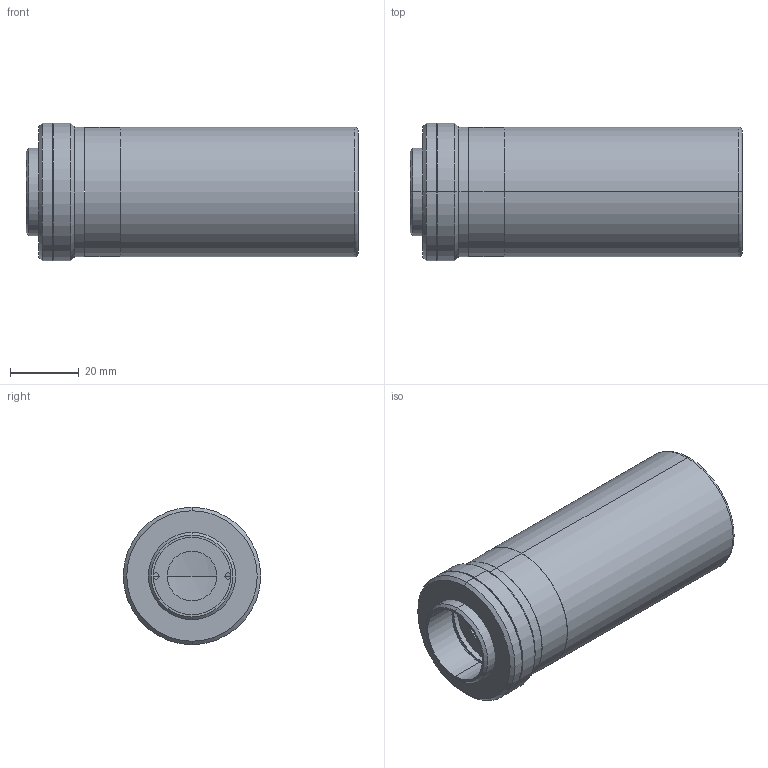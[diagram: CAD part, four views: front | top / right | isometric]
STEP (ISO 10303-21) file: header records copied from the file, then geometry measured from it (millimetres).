
FILE_DESCRIPTION (( 'STEP AP214' ), '1' );
FILE_NAME ('TC1216.STEP', '2010-07-08T10:15:30', ( 'santini' ), ( 'Opto Engineering srl' ), 'SwSTEP 2.0', 'SolidWorks 2010', '' );
FILE_SCHEMA (( 'AUTOMOTIVE_DESIGN' ));
Length unit declared in the file: millimetre
Products named in the file (1): TC1216
Bounding box: 96.7 x 40 x 40 mm (x, y, z)
Surface area: 20043.4 mm2 (no closed solid volume)
Topology: 0 solids, 10 shells, 60 faces, 166 edges, 120 vertices
Faces by surface type: cylinder 24, plane 21, cone 11, sphere 2, torus 2
Entity records: 2685 total; most frequent: DIRECTION 401, CARTESIAN_POINT 359, ORIENTED_EDGE 266, AXIS2_PLACEMENT_3D 178, EDGE_CURVE 166, VERTEX_POINT 120, CIRCLE 117, EDGE_LOOP 84
